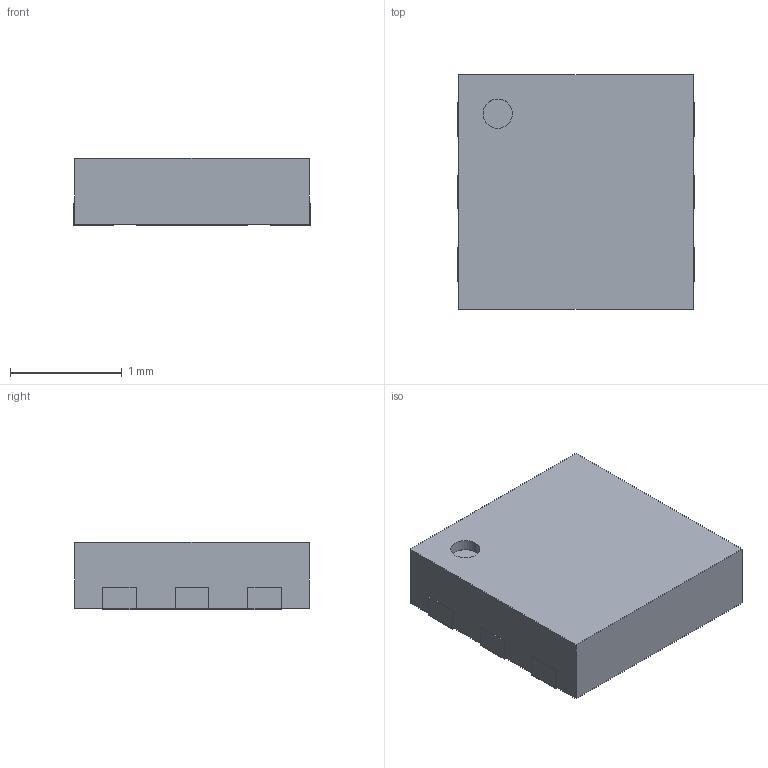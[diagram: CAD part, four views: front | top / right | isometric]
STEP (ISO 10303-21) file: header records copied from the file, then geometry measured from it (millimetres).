
FILE_DESCRIPTION(('Open CASCADE Model'),'2;1');
FILE_NAME('Open CASCADE Shape Model','2022-06-16T04:37:34',('Author'),( 'Open CASCADE'),'Open CASCADE STEP processor 6.8','Open CASCADE 6.8' ,'Unknown');
FILE_SCHEMA(('AUTOMOTIVE_DESIGN { 1 0 10303 214 1 1 1 1 }'));
Length unit declared in the file: millimetre
Products named in the file (9): PCB; Designator1; 6338865504; Open_CASCADE_STEP_translator_6.8_13.1; Body; Open_CASCADE_STEP_translator_6.8_13.2.1; Thermal_Shape; Pin_Shape; Open_CASCADE_STEP_translator_6.8_13.4.1
Assembly tree (12 placements, depth 4):
  PCB
  Designator1
    6338865504
      Open_CASCADE_STEP_translator_6.8_13.1
      Body
        Open_CASCADE_STEP_translator_6.8_13.2.1
      Thermal_Shape
      Pin_Shape  x6
        Open_CASCADE_STEP_translator_6.8_13.4.1
Bounding box: 2.12 x 2.1 x 0.6 mm (x, y, z)
Volume: 2.6 mm3; surface area: 19.1 mm2
Topology: 8 solids, 9 shells, 100 faces, 199 edges, 117 vertices
Faces by surface type: plane 99, cylinder 1
Full cylindrical faces by diameter (mm): 0.263 x1
Entity records: 974 total; most frequent: DIRECTION 148, CARTESIAN_POINT 139, ORIENTED_EDGE 117, EDGE_CURVE 59, LINE 56, VECTOR 56, AXIS2_PLACEMENT_3D 46, VERTEX_POINT 37
